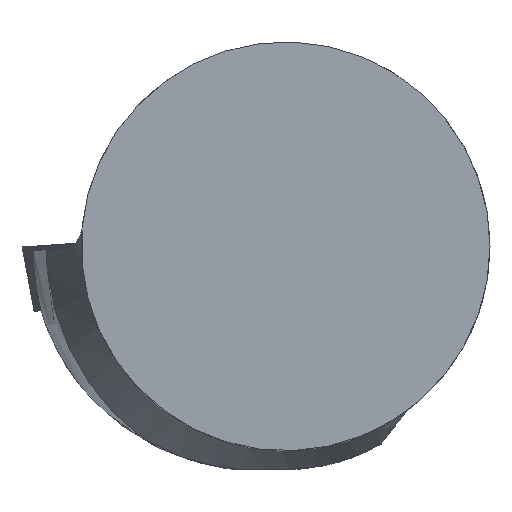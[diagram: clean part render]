
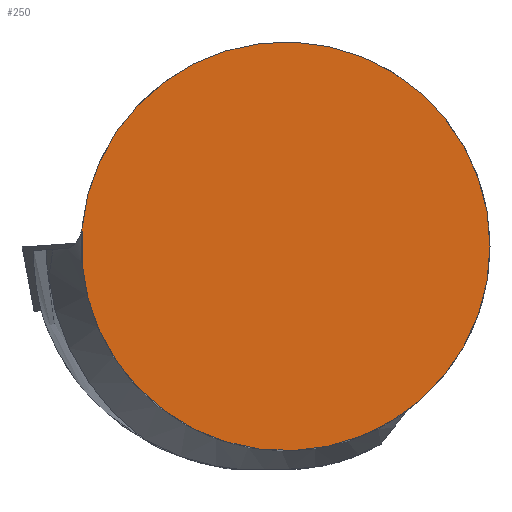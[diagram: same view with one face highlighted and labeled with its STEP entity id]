
A CAD part, top view. The second image highlights one B-rep face of the part: STEP entity #250.
In plain terms, the highlighted planar face has unit normal (0, 0, 1).
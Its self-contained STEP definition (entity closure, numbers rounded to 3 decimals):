
#150=PLANE('',#829);
#250=ADVANCED_FACE('',(#298),#150,.T.);
#298=FACE_OUTER_BOUND('',#331,.T.);
#331=EDGE_LOOP('',(#500));
#371=CIRCLE('',#819,10.);
#500=ORIENTED_EDGE('',*,*,#684,.T.);
#614=VERTEX_POINT('',#1297);
#684=EDGE_CURVE('',#614,#614,#371,.T.);
#819=AXIS2_PLACEMENT_3D('',#1296,#944,#945);
#829=AXIS2_PLACEMENT_3D('',#1344,#968,#969);
#944=DIRECTION('',(0.,0.,1.));
#945=DIRECTION('',(1.,0.,0.));
#968=DIRECTION('',(0.,0.,1.));
#969=DIRECTION('',(1.,0.,0.));
#1296=CARTESIAN_POINT('',(0.,0.,0.));
#1297=CARTESIAN_POINT('',(10.,0.,0.));
#1344=CARTESIAN_POINT('',(0.,0.,0.));
